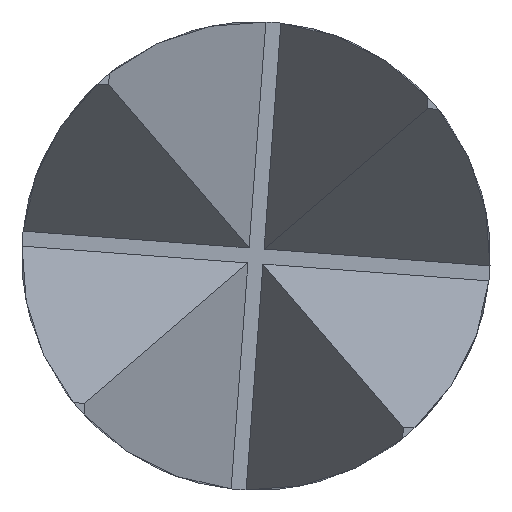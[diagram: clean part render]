
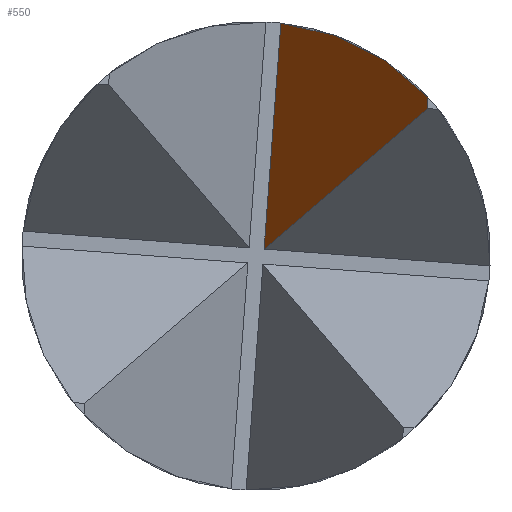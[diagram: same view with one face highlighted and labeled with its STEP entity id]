
A CAD part, left-side view. The second image highlights one B-rep face of the part: STEP entity #550.
In plain terms, the highlighted planar face has unit normal (-0.5, 0.864, 0.064).
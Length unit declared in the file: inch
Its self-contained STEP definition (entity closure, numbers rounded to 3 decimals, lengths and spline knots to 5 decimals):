
#9 = LINE ( 'NONE', #656, #765 ) ;
#31 = VERTEX_POINT ( 'NONE', #1217 ) ;
#32 = EDGE_CURVE ( 'NONE', #2005, #1569, #1566, .T. ) ;
#61 = FACE_OUTER_BOUND ( 'NONE', #1093, .T. ) ;
#63 = PLANE ( 'NONE',  #623 ) ;
#64 = EDGE_CURVE ( 'NONE', #2005, #31, #981, .T. ) ;
#76 = CARTESIAN_POINT ( 'NONE',  ( -0.425, -0.0701, 0.93052 ) ) ;
#125 = CARTESIAN_POINT ( 'NONE',  ( -0.45036, -0.01767, 0.0267 ) ) ;
#239 = DIRECTION ( 'NONE',  ( -0.866, -0.499, -0.037 ) ) ;
#276 = EDGE_CURVE ( 'NONE', #1569, #1963, #992, .T. ) ;
#454 = CARTESIAN_POINT ( 'NONE',  ( -0.425, -0.0701, 0.93052 ) ) ;
#467 = CARTESIAN_POINT ( 'NONE',  ( -0.46, -0.09025, 0.92903 ) ) ;
#550 = ADVANCED_FACE ( 'NONE', ( #61 ), #63, .T. ) ;
#606 = ORIENTED_EDGE ( 'NONE', *, *, #276, .F. ) ;
#623 = AXIS2_PLACEMENT_3D ( 'NONE', #76, #1169, #239 ) ;
#656 = CARTESIAN_POINT ( 'NONE',  ( -0.74791, -0.2008, 0.17304 ) ) ;
#756 = CARTESIAN_POINT ( 'NONE',  ( -0.46, -0.02283, 0.02111 ) ) ;
#765 = VECTOR ( 'NONE', #1934, 39.37008 ) ;
#981 = LINE ( 'NONE', #454, #1429 ) ;
#992 = LINE ( 'NONE', #467, #1232 ) ;
#1045 = CARTESIAN_POINT ( 'NONE',  ( -0.43817, -0.01087, 0.03012 ) ) ;
#1093 = EDGE_LOOP ( 'NONE', ( #1676, #1679, #606, #1302 ) ) ;
#1169 = DIRECTION ( 'NONE',  ( -0.5, 0.864, 0.064 ) ) ;
#1217 = CARTESIAN_POINT ( 'NONE',  ( -0.425, -0.00107, 0.00092 ) ) ;
#1218 = CARTESIAN_POINT ( 'NONE',  ( -0.46, -0.02283, 0.02111 ) ) ;
#1232 = VECTOR ( 'NONE', #1896, 39.37008 ) ;
#1302 = ORIENTED_EDGE ( 'NONE', *, *, #32, .F. ) ;
#1406 = EDGE_CURVE ( 'NONE', #31, #1963, #9, .T. ) ;
#1429 = VECTOR ( 'NONE', #1722, 39.37008 ) ;
#1566 =( BOUNDED_CURVE ( )  B_SPLINE_CURVE ( 3, ( #2004, #1045, #125, #1218 ),
 .UNSPECIFIED., .F., .T. ) 
 B_SPLINE_CURVE_WITH_KNOTS ( ( 4, 4 ),
 ( 4.74455, 5.46275 ),
 .UNSPECIFIED. ) 
 CURVE ( )  GEOMETRIC_REPRESENTATION_ITEM ( )  RATIONAL_B_SPLINE_CURVE ( ( 1., 0.957, 0.957, 1. ) ) 
 REPRESENTATION_ITEM ( '' )  );
#1569 = VERTEX_POINT ( 'NONE', #756 ) ;
#1676 = ORIENTED_EDGE ( 'NONE', *, *, #64, .T. ) ;
#1679 = ORIENTED_EDGE ( 'NONE', *, *, #1406, .T. ) ;
#1722 = DIRECTION ( 'NONE',  ( 0., 0.074, -0.997 ) ) ;
#1895 = CARTESIAN_POINT ( 'NONE',  ( -0.46, -0.02272, 0.01958 ) ) ;
#1896 = DIRECTION ( 'NONE',  ( 0., 0.074, -0.997 ) ) ;
#1909 = CARTESIAN_POINT ( 'NONE',  ( -0.425, -0.0033, 0.03092 ) ) ;
#1934 = DIRECTION ( 'NONE',  ( -0.775, -0.479, 0.413 ) ) ;
#1963 = VERTEX_POINT ( 'NONE', #1895 ) ;
#2004 = CARTESIAN_POINT ( 'NONE',  ( -0.425, -0.0033, 0.03092 ) ) ;
#2005 = VERTEX_POINT ( 'NONE', #1909 ) ;
